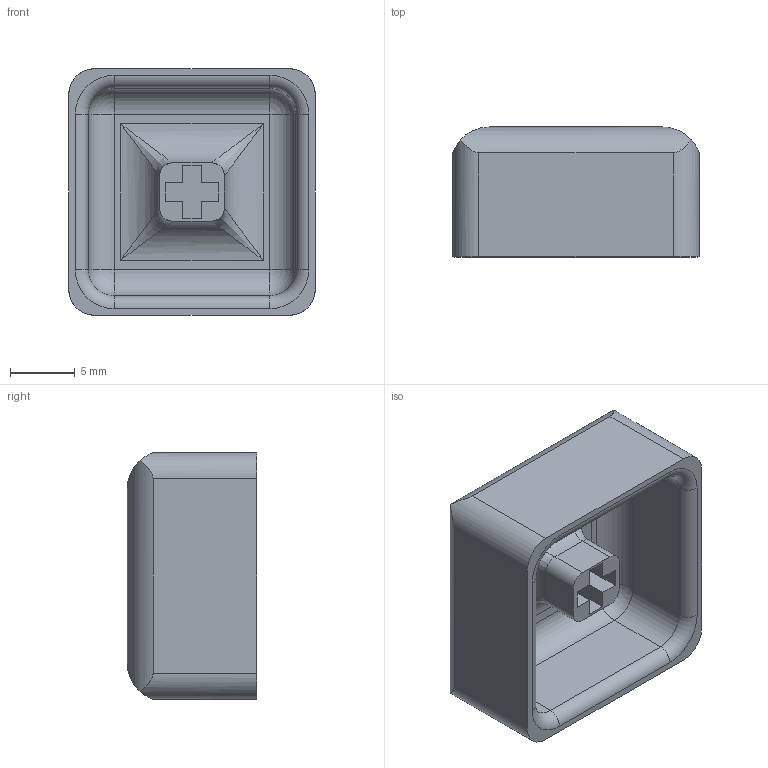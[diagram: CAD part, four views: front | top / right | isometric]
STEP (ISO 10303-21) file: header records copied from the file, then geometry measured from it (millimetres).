
FILE_DESCRIPTION (( 'STEP AP214' ), '1' );
FILE_NAME ('Keycap.STEP', '2024-06-29T04:24:16', ( '' ), ( '' ), 'SwSTEP 2.0', 'SolidWorks 2022', '' );
FILE_SCHEMA (( 'AUTOMOTIVE_DESIGN' ));
Length unit declared in the file: millimetre
Products named in the file (1): Keycap
Bounding box: 19 x 10 x 19 mm (x, y, z)
Volume: 1627 mm3; surface area: 1915.9 mm2
Topology: 1 solids, 1 shells, 69 faces, 168 edges, 96 vertices
Faces by surface type: plane 29, cylinder 28, bspline 4, sphere 4, torus 4
Entity records: 2156 total; most frequent: CARTESIAN_POINT 598, ORIENTED_EDGE 320, DIRECTION 312, EDGE_CURVE 160, AXIS2_PLACEMENT_3D 106, VECTOR 100, LINE 100, VERTEX_POINT 96
